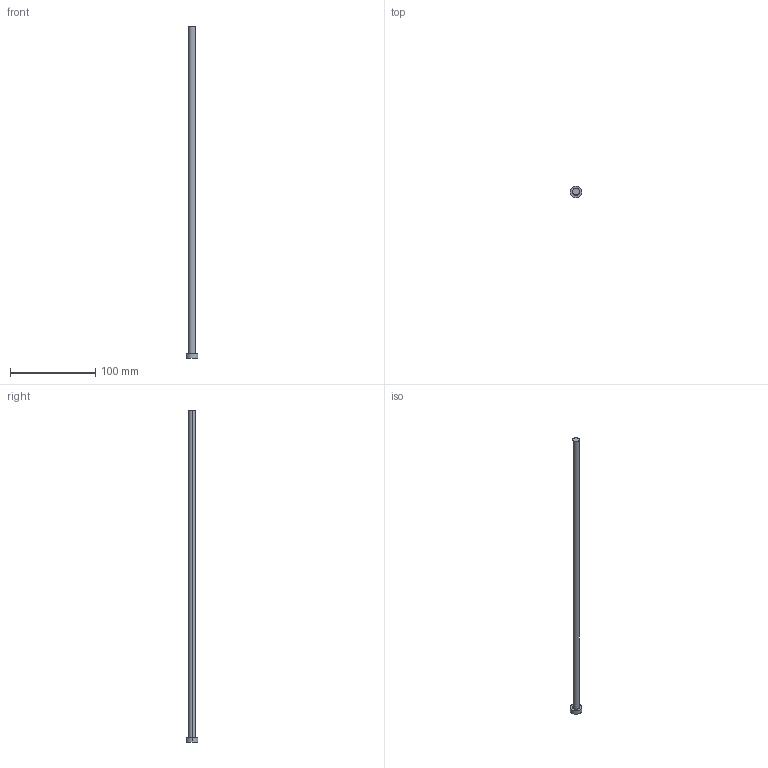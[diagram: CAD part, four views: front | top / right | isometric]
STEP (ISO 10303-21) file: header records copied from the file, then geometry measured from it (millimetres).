
FILE_DESCRIPTION (( 'STEP AP203' ), '1' );
FILE_NAME ('daa7.STEP', '2025-03-19T23:57:56', ( '' ), ( '' ), 'SwSTEP 2.0', 'SolidWorks 2019', '' );
FILE_SCHEMA (( 'CONFIG_CONTROL_DESIGN' ));
Length unit declared in the file: millimetre
Products named in the file (1): daa7
Bounding box: 14 x 14 x 390 mm (x, y, z)
Volume: 20120.4 mm3; surface area: 10254.3 mm2
Topology: 1 solids, 1 shells, 10 faces, 18 edges, 12 vertices
Faces by surface type: cylinder 4, plane 4, bspline 2
Entity records: 1576 total; most frequent: CARTESIAN_POINT 1309, DIRECTION 41, ORIENTED_EDGE 36, AXIS2_PLACEMENT_3D 18, EDGE_CURVE 18, VERTEX_POINT 12, EDGE_LOOP 12, ADVANCED_FACE 10
